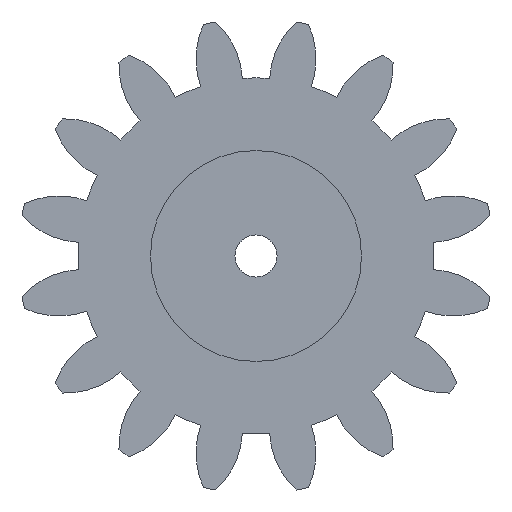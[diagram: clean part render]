
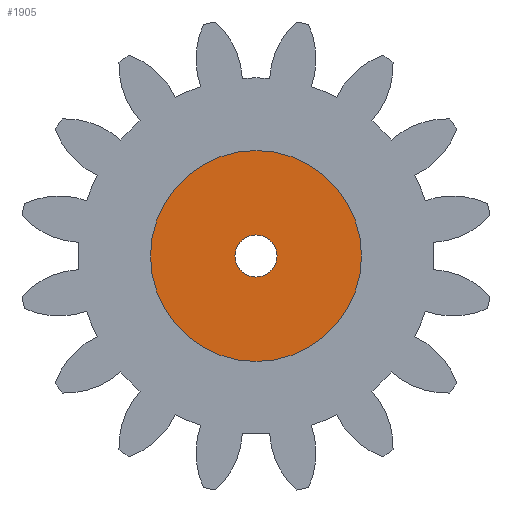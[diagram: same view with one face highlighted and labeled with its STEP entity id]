
A CAD part, left-side view. The second image highlights one B-rep face of the part: STEP entity #1905.
In plain terms, the highlighted planar face has unit normal (-1, 0, 0).
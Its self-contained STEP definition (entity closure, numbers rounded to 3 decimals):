
#18 = EDGE_CURVE ( 'NONE', #257, #1820, #2506, .T. ) ;
#67 = ORIENTED_EDGE ( 'NONE', *, *, #2392, .F. ) ;
#160 = EDGE_LOOP ( 'NONE', ( #459, #2262 ) ) ;
#257 = VERTEX_POINT ( 'NONE', #1532 ) ;
#459 = ORIENTED_EDGE ( 'NONE', *, *, #1072, .T. ) ;
#479 = FACE_OUTER_BOUND ( 'NONE', #160, .T. ) ;
#696 = AXIS2_PLACEMENT_3D ( 'NONE', #1910, #1900, #2744 ) ;
#745 = CARTESIAN_POINT ( 'NONE',  ( -13., 0., -4. ) ) ;
#953 = CARTESIAN_POINT ( 'NONE',  ( -13., 0., 0. ) ) ;
#975 = DIRECTION ( 'NONE',  ( -1., 0., 0. ) ) ;
#1065 = CARTESIAN_POINT ( 'NONE',  ( -13., 0., 4. ) ) ;
#1071 = DIRECTION ( 'NONE',  ( -1., 0., 0. ) ) ;
#1072 = EDGE_CURVE ( 'NONE', #1820, #257, #1349, .T. ) ;
#1109 = CIRCLE ( 'NONE', #1255, 4. ) ;
#1153 = EDGE_CURVE ( 'NONE', #1164, #2421, #2375, .T. ) ;
#1164 = VERTEX_POINT ( 'NONE', #745 ) ;
#1255 = AXIS2_PLACEMENT_3D ( 'NONE', #1923, #1071, #1714 ) ;
#1349 = CIRCLE ( 'NONE', #2396, 20. ) ;
#1532 = CARTESIAN_POINT ( 'NONE',  ( -13., 0., 20. ) ) ;
#1577 = EDGE_LOOP ( 'NONE', ( #67, #2200 ) ) ;
#1687 = CARTESIAN_POINT ( 'NONE',  ( -13., 0., 0. ) ) ;
#1714 = DIRECTION ( 'NONE',  ( 0., 0., 1. ) ) ;
#1782 = CARTESIAN_POINT ( 'NONE',  ( -13., 0., 0. ) ) ;
#1807 = DIRECTION ( 'NONE',  ( 0., 0., 1. ) ) ;
#1808 = FACE_BOUND ( 'NONE', #1577, .T. ) ;
#1809 = AXIS2_PLACEMENT_3D ( 'NONE', #1687, #1964, #2176 ) ;
#1820 = VERTEX_POINT ( 'NONE', #1893 ) ;
#1893 = CARTESIAN_POINT ( 'NONE',  ( -13., 0., -20. ) ) ;
#1900 = DIRECTION ( 'NONE',  ( -1., 0., 0. ) ) ;
#1905 = ADVANCED_FACE ( 'NONE', ( #479, #1808 ), #2101, .T. ) ;
#1910 = CARTESIAN_POINT ( 'NONE',  ( -13., 0., 0. ) ) ;
#1923 = CARTESIAN_POINT ( 'NONE',  ( -13., 0., 0. ) ) ;
#1964 = DIRECTION ( 'NONE',  ( -1., 0., 0. ) ) ;
#1989 = DIRECTION ( 'NONE',  ( 0., 0., 1. ) ) ;
#2101 = PLANE ( 'NONE',  #1809 ) ;
#2176 = DIRECTION ( 'NONE',  ( 0., 0., 1. ) ) ;
#2200 = ORIENTED_EDGE ( 'NONE', *, *, #1153, .F. ) ;
#2228 = DIRECTION ( 'NONE',  ( -1., 0., 0. ) ) ;
#2262 = ORIENTED_EDGE ( 'NONE', *, *, #18, .T. ) ;
#2375 = CIRCLE ( 'NONE', #2488, 4. ) ;
#2392 = EDGE_CURVE ( 'NONE', #2421, #1164, #1109, .T. ) ;
#2396 = AXIS2_PLACEMENT_3D ( 'NONE', #1782, #2228, #1989 ) ;
#2421 = VERTEX_POINT ( 'NONE', #1065 ) ;
#2488 = AXIS2_PLACEMENT_3D ( 'NONE', #953, #975, #1807 ) ;
#2506 = CIRCLE ( 'NONE', #696, 20. ) ;
#2744 = DIRECTION ( 'NONE',  ( 0., 0., 1. ) ) ;
